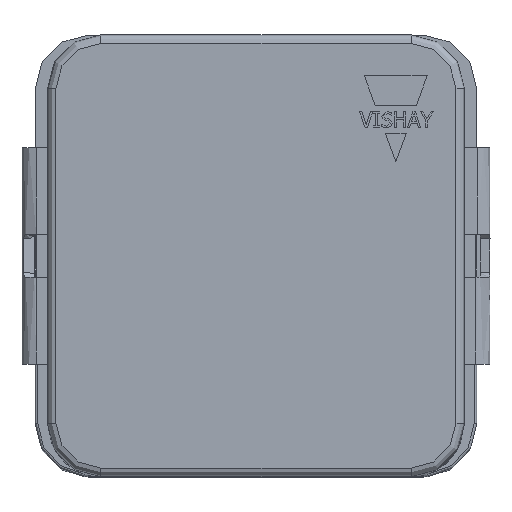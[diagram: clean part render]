
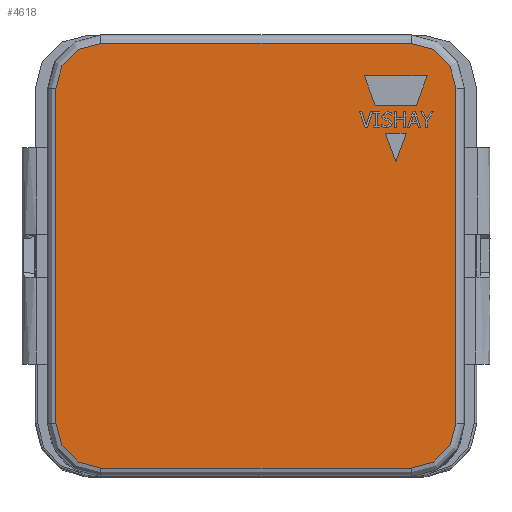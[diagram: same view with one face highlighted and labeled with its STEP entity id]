
A CAD part, top view. The second image highlights one B-rep face of the part: STEP entity #4618.
In plain terms, the highlighted face is planar.
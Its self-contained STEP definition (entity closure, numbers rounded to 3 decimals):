
#282=CIRCLE('',#4897,0.525);
#288=CIRCLE('',#4905,0.525);
#292=CIRCLE('',#4911,0.525);
#296=CIRCLE('',#4917,0.525);
#410=FACE_OUTER_BOUND('',#654,.T.);
#654=EDGE_LOOP('',(#3584,#3585,#3586,#3587,#3588,#3589,#3590,#3591));
#1000=LINE('',#7251,#1499);
#1002=LINE('',#7263,#1501);
#1004=LINE('',#7275,#1503);
#1006=LINE('',#7284,#1505);
#1499=VECTOR('',#5518,3.642);
#1501=VECTOR('',#5532,3.93);
#1503=VECTOR('',#5546,3.642);
#1505=VECTOR('',#5558,3.93);
#2095=VERTEX_POINT('',#7242);
#2096=VERTEX_POINT('',#7244);
#2097=VERTEX_POINT('',#7249);
#2098=VERTEX_POINT('',#7253);
#2100=VERTEX_POINT('',#7259);
#2102=VERTEX_POINT('',#7265);
#2104=VERTEX_POINT('',#7271);
#2106=VERTEX_POINT('',#7277);
#2620=EDGE_CURVE('',#2095,#2096,#282,.T.);
#2624=EDGE_CURVE('',#2096,#2097,#1000,.T.);
#2627=EDGE_CURVE('',#2097,#2098,#288,.T.);
#2630=EDGE_CURVE('',#2098,#2100,#1002,.T.);
#2633=EDGE_CURVE('',#2100,#2102,#292,.T.);
#2636=EDGE_CURVE('',#2102,#2104,#1004,.T.);
#2639=EDGE_CURVE('',#2104,#2106,#296,.T.);
#2641=EDGE_CURVE('',#2106,#2095,#1006,.T.);
#3584=ORIENTED_EDGE('',*,*,#2620,.F.);
#3585=ORIENTED_EDGE('',*,*,#2641,.F.);
#3586=ORIENTED_EDGE('',*,*,#2639,.F.);
#3587=ORIENTED_EDGE('',*,*,#2636,.F.);
#3588=ORIENTED_EDGE('',*,*,#2633,.F.);
#3589=ORIENTED_EDGE('',*,*,#2630,.F.);
#3590=ORIENTED_EDGE('',*,*,#2627,.F.);
#3591=ORIENTED_EDGE('',*,*,#2624,.F.);
#4411=PLANE('',#4924);
#4618=ADVANCED_FACE('',(#410),#4411,.T.);
#4897=AXIS2_PLACEMENT_3D('',#7245,#5508,#5509);
#4905=AXIS2_PLACEMENT_3D('',#7257,#5525,#5526);
#4911=AXIS2_PLACEMENT_3D('',#7269,#5539,#5540);
#4917=AXIS2_PLACEMENT_3D('',#7281,#5553,#5554);
#4924=AXIS2_PLACEMENT_3D('',#7319,#5585,#5586);
#5508=DIRECTION('center_axis',(0.,-1.,0.));
#5509=DIRECTION('ref_axis',(0.707,0.,0.707));
#5518=DIRECTION('',(-1.,0.,0.));
#5525=DIRECTION('center_axis',(0.,-1.,0.));
#5526=DIRECTION('ref_axis',(-0.707,0.,0.707));
#5532=DIRECTION('',(0.,0.,-1.));
#5539=DIRECTION('center_axis',(0.,-1.,0.));
#5540=DIRECTION('ref_axis',(-0.707,0.,-0.707));
#5546=DIRECTION('',(1.,0.,0.));
#5553=DIRECTION('center_axis',(0.,-1.,0.));
#5554=DIRECTION('ref_axis',(0.707,0.,-0.707));
#5558=DIRECTION('',(0.,0.,1.));
#5585=DIRECTION('center_axis',(0.,1.,0.));
#5586=DIRECTION('ref_axis',(0.,0.,1.));
#7242=CARTESIAN_POINT('',(3.07,5.428,8.053));
#7244=CARTESIAN_POINT('',(2.546,5.428,8.578));
#7245=CARTESIAN_POINT('Origin',(2.546,5.428,8.053));
#7249=CARTESIAN_POINT('',(-1.097,5.428,8.578));
#7251=CARTESIAN_POINT('',(-1.16,5.428,8.578));
#7253=CARTESIAN_POINT('',(-1.622,5.428,8.053));
#7257=CARTESIAN_POINT('Origin',(-1.097,5.428,8.053));
#7259=CARTESIAN_POINT('',(-1.622,5.428,4.123));
#7263=CARTESIAN_POINT('',(-1.622,5.428,4.14));
#7265=CARTESIAN_POINT('',(-1.097,5.428,3.598));
#7269=CARTESIAN_POINT('Origin',(-1.097,5.428,4.123));
#7271=CARTESIAN_POINT('',(2.546,5.428,3.598));
#7275=CARTESIAN_POINT('',(-1.16,5.428,3.598));
#7277=CARTESIAN_POINT('',(3.07,5.428,4.123));
#7281=CARTESIAN_POINT('Origin',(2.546,5.428,4.123));
#7284=CARTESIAN_POINT('',(3.07,5.428,4.14));
#7319=CARTESIAN_POINT('Origin',(-1.097,5.428,4.14));
